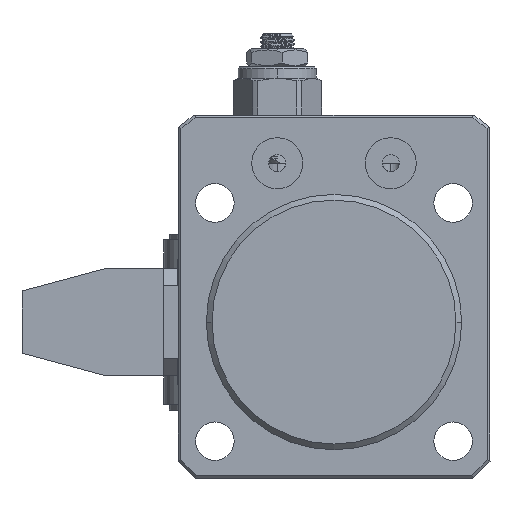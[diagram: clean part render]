
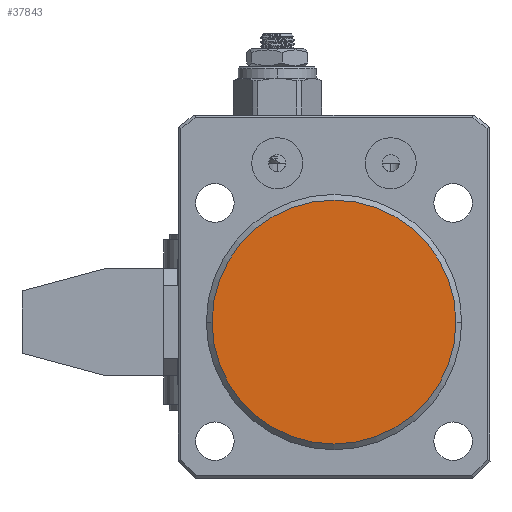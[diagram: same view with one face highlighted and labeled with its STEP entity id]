
A CAD part, left-side view. The second image highlights one B-rep face of the part: STEP entity #37843.
In plain terms, the highlighted planar face has unit normal (-1, 0, 0).
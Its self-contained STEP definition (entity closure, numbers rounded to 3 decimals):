
#2598 = DIRECTION ( 'NONE',  ( 1., 0., 0. ) ) ;
#3133 = FACE_OUTER_BOUND ( 'NONE', #23882, .T. ) ;
#3800 = VERTEX_POINT ( 'NONE', #33162 ) ;
#4942 = DIRECTION ( 'NONE',  ( 1., 0., 0. ) ) ;
#6355 = CARTESIAN_POINT ( 'NONE',  ( 0., 0., 0. ) ) ;
#9284 = DIRECTION ( 'NONE',  ( 0., 1., 0. ) ) ;
#10259 = ORIENTED_EDGE ( 'NONE', *, *, #14501, .F. ) ;
#14501 = EDGE_CURVE ( 'NONE', #3800, #16528, #38025, .T. ) ;
#16275 = CIRCLE ( 'NONE', #29975, 21.5 ) ;
#16528 = VERTEX_POINT ( 'NONE', #21393 ) ;
#20148 = CARTESIAN_POINT ( 'NONE',  ( 0., 0., 0. ) ) ;
#21393 = CARTESIAN_POINT ( 'NONE',  ( 0., -21.5, 0. ) ) ;
#22579 = CARTESIAN_POINT ( 'NONE',  ( 0., 0., 0. ) ) ;
#23156 = DIRECTION ( 'NONE',  ( 0., 1., 0. ) ) ;
#23882 = EDGE_LOOP ( 'NONE', ( #10259, #30276 ) ) ;
#24901 = AXIS2_PLACEMENT_3D ( 'NONE', #20148, #2598, #23156 ) ;
#25287 = AXIS2_PLACEMENT_3D ( 'NONE', #22579, #4942, #25594 ) ;
#25594 = DIRECTION ( 'NONE',  ( 0., 0., -1. ) ) ;
#26753 = EDGE_CURVE ( 'NONE', #16528, #3800, #16275, .T. ) ;
#27004 = DIRECTION ( 'NONE',  ( 1., 0., 0. ) ) ;
#29975 = AXIS2_PLACEMENT_3D ( 'NONE', #6355, #27004, #9284 ) ;
#30276 = ORIENTED_EDGE ( 'NONE', *, *, #26753, .F. ) ;
#33162 = CARTESIAN_POINT ( 'NONE',  ( 0., 21.5, 0. ) ) ;
#37358 = PLANE ( 'NONE',  #25287 ) ;
#37843 = ADVANCED_FACE ( 'NONE', ( #3133 ), #37358, .F. ) ;
#38025 = CIRCLE ( 'NONE', #24901, 21.5 ) ;
